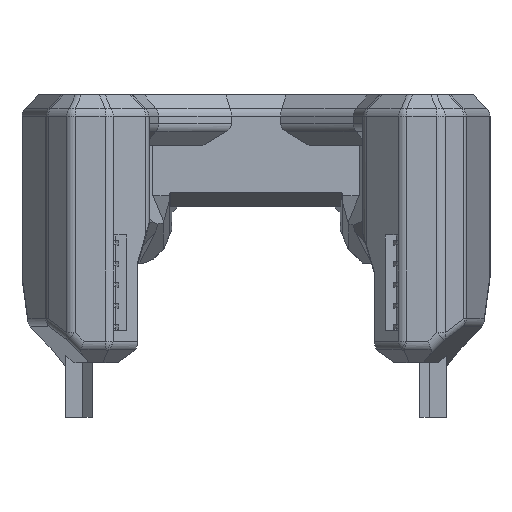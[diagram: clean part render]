
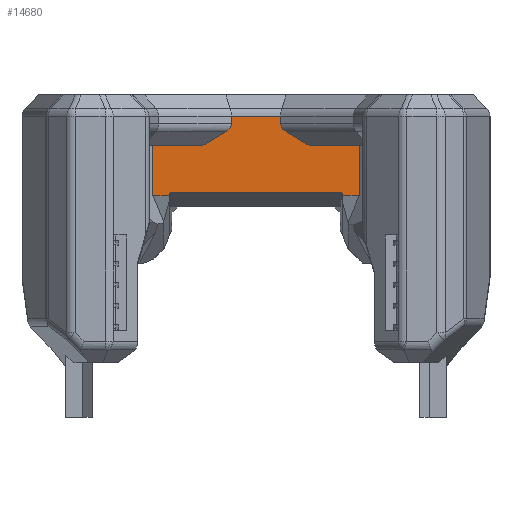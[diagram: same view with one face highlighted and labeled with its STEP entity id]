
A CAD part, left-side view. The second image highlights one B-rep face of the part: STEP entity #14680.
In plain terms, the highlighted planar face has unit normal (-1, 0, 0).
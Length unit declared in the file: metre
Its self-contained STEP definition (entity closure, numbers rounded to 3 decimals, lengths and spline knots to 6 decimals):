
#912=ELLIPSE('',#15587,0.003373,0.002);
#913=ELLIPSE('',#15588,0.003373,0.002);
#1472=ORIENTED_EDGE('',*,*,#6025,.T.);
#1473=ORIENTED_EDGE('',*,*,#6026,.T.);
#1474=ORIENTED_EDGE('',*,*,#6027,.T.);
#1475=ORIENTED_EDGE('',*,*,#5981,.T.);
#1476=ORIENTED_EDGE('',*,*,#6006,.T.);
#1477=ORIENTED_EDGE('',*,*,#6028,.T.);
#1478=ORIENTED_EDGE('',*,*,#6029,.T.);
#1479=ORIENTED_EDGE('',*,*,#6030,.T.);
#1480=ORIENTED_EDGE('',*,*,#6031,.T.);
#1481=ORIENTED_EDGE('',*,*,#6032,.T.);
#1482=ORIENTED_EDGE('',*,*,#6033,.T.);
#1483=ORIENTED_EDGE('',*,*,#6034,.T.);
#1484=ORIENTED_EDGE('',*,*,#6035,.T.);
#1485=ORIENTED_EDGE('',*,*,#6036,.T.);
#1486=ORIENTED_EDGE('',*,*,#6037,.T.);
#1487=ORIENTED_EDGE('',*,*,#6021,.T.);
#5981=EDGE_CURVE('',#8257,#8260,#9642,.T.);
#6006=EDGE_CURVE('',#8260,#8285,#9667,.T.);
#6021=EDGE_CURVE('',#8295,#8297,#9682,.T.);
#6025=EDGE_CURVE('',#8297,#8299,#9686,.T.);
#6026=EDGE_CURVE('',#8299,#8300,#9687,.F.);
#6027=EDGE_CURVE('',#8300,#8257,#9688,.F.);
#6028=EDGE_CURVE('',#8285,#8301,#9689,.T.);
#6029=EDGE_CURVE('',#8301,#8302,#9690,.F.);
#6030=EDGE_CURVE('',#8302,#8303,#912,.F.);
#6031=EDGE_CURVE('',#8303,#8304,#9691,.T.);
#6032=EDGE_CURVE('',#8304,#8305,#9692,.F.);
#6033=EDGE_CURVE('',#8305,#8306,#9693,.T.);
#6034=EDGE_CURVE('',#8306,#8307,#913,.F.);
#6035=EDGE_CURVE('',#8307,#8308,#9694,.F.);
#6036=EDGE_CURVE('',#8308,#8309,#9695,.T.);
#6037=EDGE_CURVE('',#8309,#8295,#9696,.T.);
#8257=VERTEX_POINT('',#21711);
#8260=VERTEX_POINT('',#21716);
#8285=VERTEX_POINT('',#21769);
#8295=VERTEX_POINT('',#21795);
#8297=VERTEX_POINT('',#21799);
#8299=VERTEX_POINT('',#21808);
#8300=VERTEX_POINT('',#21810);
#8301=VERTEX_POINT('',#21813);
#8302=VERTEX_POINT('',#21815);
#8303=VERTEX_POINT('',#21817);
#8304=VERTEX_POINT('',#21819);
#8305=VERTEX_POINT('',#21821);
#8306=VERTEX_POINT('',#21823);
#8307=VERTEX_POINT('',#21825);
#8308=VERTEX_POINT('',#21827);
#8309=VERTEX_POINT('',#21829);
#9642=LINE('',#21717,#11061);
#9667=LINE('',#21770,#11086);
#9682=LINE('',#21800,#11101);
#9686=LINE('',#21807,#11105);
#9687=LINE('',#21809,#11106);
#9688=LINE('',#21811,#11107);
#9689=LINE('',#21812,#11108);
#9690=LINE('',#21814,#11109);
#9691=LINE('',#21818,#11110);
#9692=LINE('',#21820,#11111);
#9693=LINE('',#21822,#11112);
#9694=LINE('',#21826,#11113);
#9695=LINE('',#21828,#11114);
#9696=LINE('',#21830,#11115);
#11061=VECTOR('',#17196,1.);
#11086=VECTOR('',#17227,1.);
#11101=VECTOR('',#17248,1.);
#11105=VECTOR('',#17256,1.);
#11106=VECTOR('',#17257,1.);
#11107=VECTOR('',#17258,1.);
#11108=VECTOR('',#17259,1.);
#11109=VECTOR('',#17260,1.);
#11110=VECTOR('',#17263,1.);
#11111=VECTOR('',#17264,1.);
#11112=VECTOR('',#17265,1.);
#11113=VECTOR('',#17268,1.);
#11114=VECTOR('',#17269,1.);
#11115=VECTOR('',#17270,1.);
#12409=EDGE_LOOP('',(#1472,#1473,#1474,#1475,#1476,#1477,#1478,#1479,#1480,
#1481,#1482,#1483,#1484,#1485,#1486,#1487));
#13328=FACE_BOUND('',#12409,.T.);
#14247=PLANE('',#15586);
#14680=ADVANCED_FACE('',(#13328),#14247,.T.);
#15586=AXIS2_PLACEMENT_3D('',#21806,#17254,#17255);
#15587=AXIS2_PLACEMENT_3D('',#21816,#17261,#17262);
#15588=AXIS2_PLACEMENT_3D('',#21824,#17266,#17267);
#17196=DIRECTION('',(0.,-1.,0.));
#17227=DIRECTION('',(0.,0.,1.));
#17248=DIRECTION('',(0.,-1.,0.));
#17254=DIRECTION('',(-1.,0.,0.));
#17255=DIRECTION('',(0.,-1.,0.));
#17256=DIRECTION('',(0.,-0.357,0.934));
#17257=DIRECTION('',(0.,1.,0.));
#17258=DIRECTION('',(0.,0.357,0.934));
#17259=DIRECTION('',(0.,1.,0.));
#17260=DIRECTION('',(0.,-0.86,-0.51));
#17261=DIRECTION('',(-1.,0.,0.));
#17262=DIRECTION('',(0.,-1.,0.));
#17263=DIRECTION('',(0.,0.,1.));
#17264=DIRECTION('',(0.,-1.,0.));
#17265=DIRECTION('',(0.,0.,-1.));
#17266=DIRECTION('',(-1.,0.,0.));
#17267=DIRECTION('',(0.,-1.,0.));
#17268=DIRECTION('',(0.,-0.86,0.51));
#17269=DIRECTION('',(0.,1.,0.));
#17270=DIRECTION('',(0.,0.,-1.));
#21711=CARTESIAN_POINT('',(-0.007,-0.0155,0.031));
#21716=CARTESIAN_POINT('',(-0.007,-0.0184,0.031));
#21717=CARTESIAN_POINT('',(-0.007,0.,0.031));
#21769=CARTESIAN_POINT('',(-0.007,-0.0184,0.04));
#21770=CARTESIAN_POINT('',(-0.007,-0.0184,-0.441462));
#21795=CARTESIAN_POINT('',(-0.007,0.0184,0.031));
#21799=CARTESIAN_POINT('',(-0.007,0.0155,0.031));
#21800=CARTESIAN_POINT('',(-0.007,0.,0.031));
#21806=CARTESIAN_POINT('',(-0.007,0.,-0.441462));
#21807=CARTESIAN_POINT('',(-0.007,0.171228,-0.375936));
#21808=CARTESIAN_POINT('',(-0.007,0.015286,0.031558));
#21809=CARTESIAN_POINT('',(-0.007,0.,0.031558));
#21810=CARTESIAN_POINT('',(-0.007,-0.015286,0.031558));
#21811=CARTESIAN_POINT('',(-0.007,-0.171228,-0.375936));
#21812=CARTESIAN_POINT('',(-0.007,0.018402,0.04));
#21813=CARTESIAN_POINT('',(-0.007,-0.009464,0.04));
#21814=CARTESIAN_POINT('',(-0.007,-0.01264,0.038117));
#21815=CARTESIAN_POINT('',(-0.007,-0.005392,0.042414));
#21816=CARTESIAN_POINT('',(-0.007,-0.007777,0.043828));
#21817=CARTESIAN_POINT('',(-0.007,-0.004404,0.043828));
#21818=CARTESIAN_POINT('',(-0.007,-0.004404,-0.441462));
#21819=CARTESIAN_POINT('',(-0.007,-0.004404,0.045172));
#21820=CARTESIAN_POINT('',(-0.007,0.,0.045172));
#21821=CARTESIAN_POINT('',(-0.007,0.004404,0.045172));
#21822=CARTESIAN_POINT('',(-0.007,0.004404,-0.441462));
#21823=CARTESIAN_POINT('',(-0.007,0.004404,0.043828));
#21824=CARTESIAN_POINT('',(-0.007,0.007777,0.043828));
#21825=CARTESIAN_POINT('',(-0.007,0.005392,0.042414));
#21826=CARTESIAN_POINT('',(-0.007,0.01264,0.038117));
#21827=CARTESIAN_POINT('',(-0.007,0.009464,0.04));
#21828=CARTESIAN_POINT('',(-0.007,0.018402,0.04));
#21829=CARTESIAN_POINT('',(-0.007,0.0184,0.04));
#21830=CARTESIAN_POINT('',(-0.007,0.0184,0.032));
